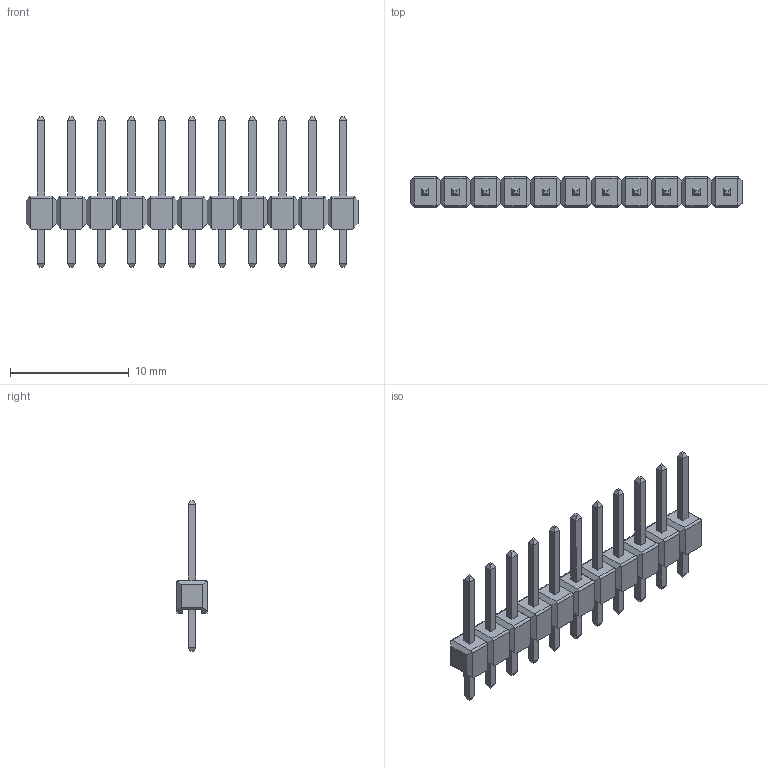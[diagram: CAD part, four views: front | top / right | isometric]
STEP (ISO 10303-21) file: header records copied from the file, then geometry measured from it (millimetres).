
FILE_DESCRIPTION(/* description */ (''),/* implementation_level */ '2;1');
FILE_NAME(/* name */ 'PIBA55~1',/* time_stamp */ '2014-06-14T10:00:07+02:00',/* author */ (''),/* organization */ (''),/* preprocessor_version */ 'ST-DEVELOPER v14',/* originating_system */ '',/* authorisation */ '');
FILE_SCHEMA (('AUTOMOTIVE_DESIGN'));
Length unit declared in the file: millimetre
Products named in the file (1): Document
Bounding box: 27.94 x 2.54 x 12.7 mm (x, y, z)
Volume: 54 mm3; surface area: 739.1 mm2
Topology: 11 solids, 22 shells, 398 faces, 1041 edges, 669 vertices
Faces by surface type: plane 354, bspline 44
Entity records: 23649 total; most frequent: CARTESIAN_POINT 9339, B_SPLINE_CURVE_WITH_KNOTS 2985, ORIENTED_EDGE 1988, PCURVE 1988, DEFINITIONAL_REPRESENTATION 1988, SURFACE_CURVE 1034, EDGE_CURVE 1034, VERTEX_POINT 660
